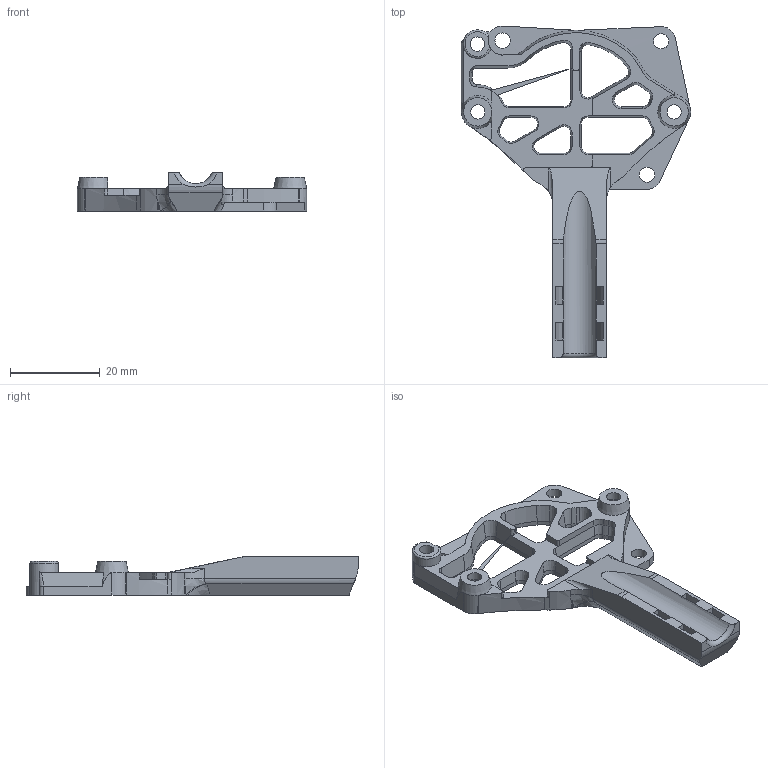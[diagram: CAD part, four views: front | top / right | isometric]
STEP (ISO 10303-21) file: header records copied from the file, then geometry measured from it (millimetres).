
FILE_DESCRIPTION(/* description */ (''),/* implementation_level */ '2;1');
FILE_NAME(/* name */ 'NH36_v2_mount_WWG2.step',/* time_stamp */ '2024-11-07T11:22:31+01:00',/* author */ (''),/* organization */ (''),/* preprocessor_version */ 'ST-DEVELOPER v20',/* originating_system */ 'Autodesk Translation Framework v13.20.0.188',/* authorisation */ '');
FILE_SCHEMA (('AUTOMOTIVE_DESIGN { 1 0 10303 214 3 1 1 }'));
Length unit declared in the file: millimetre
Products named in the file (1): Redux_Assembly
Bounding box: 51.18 x 74.11 x 8.5 mm (x, y, z)
Volume: 6626.5 mm3; surface area: 5969.8 mm2
Topology: 1 solids, 1 shells, 249 faces, 683 edges, 429 vertices
Faces by surface type: plane 99, cylinder 96, cone 43, bspline 9, torus 2
Full cylindrical faces by diameter (mm): 3.2 x3, 3.4 x3, 4.7 x3
Entity records: 8489 total; most frequent: CARTESIAN_POINT 1969, DIRECTION 1391, ORIENTED_EDGE 1366, EDGE_CURVE 683, AXIS2_PLACEMENT_3D 506, VERTEX_POINT 429, LINE 379, VECTOR 379
